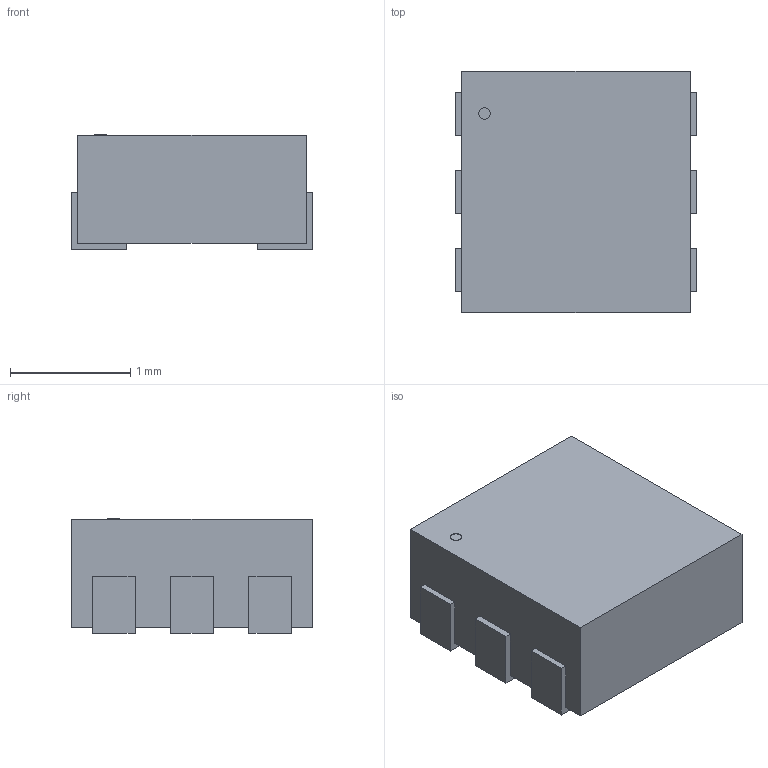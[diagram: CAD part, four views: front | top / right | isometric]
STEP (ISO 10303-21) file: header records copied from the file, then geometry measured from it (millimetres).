
FILE_DESCRIPTION(('STEP AP214'),'1');
FILE_NAME('DFN6_2x2MC','2019-10-25T18:17:35',(''),(''),'','','');
FILE_SCHEMA(('AUTOMOTIVE_DESIGN'));
Length unit declared in the file: millimetre
Products named in the file (1): product
Bounding box: 2 x 2 x 0.95 mm (x, y, z)
Volume: 0 mm3; surface area: 19.1 mm2
Topology: 1 solids, 55 shells, 57 faces, 243 edges, 242 vertices
Faces by surface type: plane 56, cylinder 1
Full cylindrical faces by diameter (mm): 0.095 x1
Entity records: 2758 total; most frequent: CARTESIAN_POINT 543, VERTEX_POINT 482, DIRECTION 362, ORIENTED_EDGE 244, EDGE_CURVE 242, LINE 240, VECTOR 240, AXIS2_PLACEMENT_3D 61
